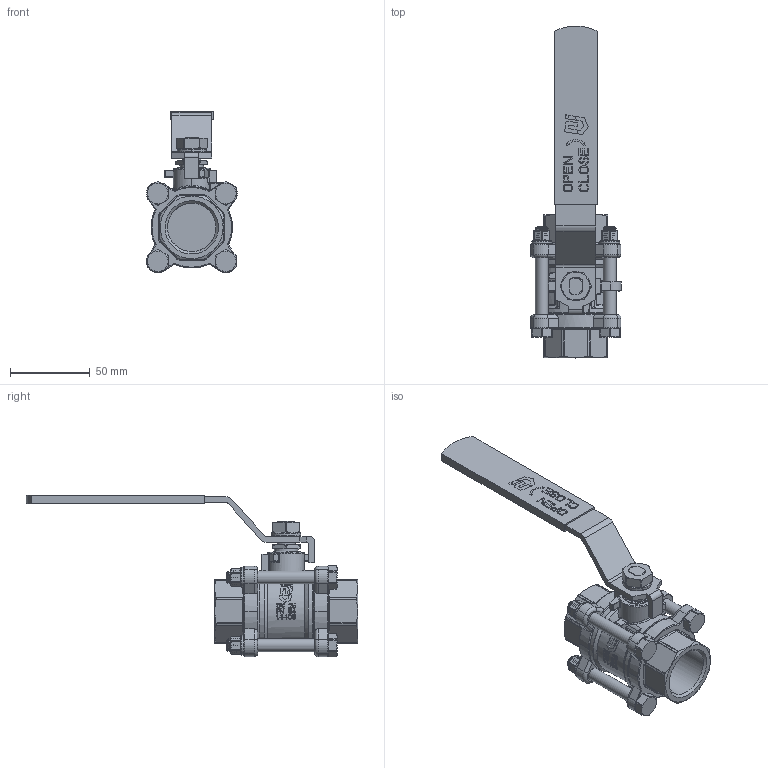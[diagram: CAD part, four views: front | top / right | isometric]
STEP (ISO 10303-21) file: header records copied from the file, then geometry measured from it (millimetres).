
FILE_DESCRIPTION(('HOOPS Exchange Step'),'2;1');
FILE_NAME('GK0400_DN25.stp','2025-10-31T15:11:11+01:00',('nieru'),('Unknown organisation'),'HOOPS Exchange 2024.2','HOOPS Exchange','Unknown authorisation');
FILE_SCHEMA( ('AP203_CONFIGURATION_CONTROLLED_3D_DESIGN_OF_MECHANICAL_PARTS_AND_ASSEMBLIES_MIM_LF') );
Length unit declared in the file: millimetre
Products named in the file (2): 0; root
Assembly tree (1 placements, depth 2):
  root
    0
Bounding box: 57.1 x 208.29 x 101.68 mm (x, y, z)
Volume: 170075.8 mm3; surface area: 51370.3 mm2
Topology: 1 solids, 1 shells, 1947 faces, 5331 edges, 3433 vertices
Faces by surface type: plane 926, cylinder 580, bspline 199, torus 165, cone 51, sphere 26
Full cylindrical faces by diameter (mm): 8 x5, 11.5 x2, 14.848 x1, 16 x1, 51 x2
Entity records: 102366 total; most frequent: CARTESIAN_POINT 57794, ORIENTED_EDGE 10632, DIRECTION 7390, EDGE_CURVE 5316, VERTEX_POINT 3434, AXIS2_PLACEMENT_3D 2562, VECTOR 2266, LINE 2266
